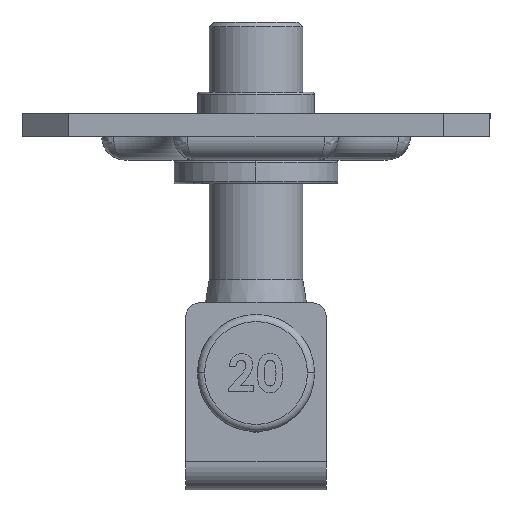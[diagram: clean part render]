
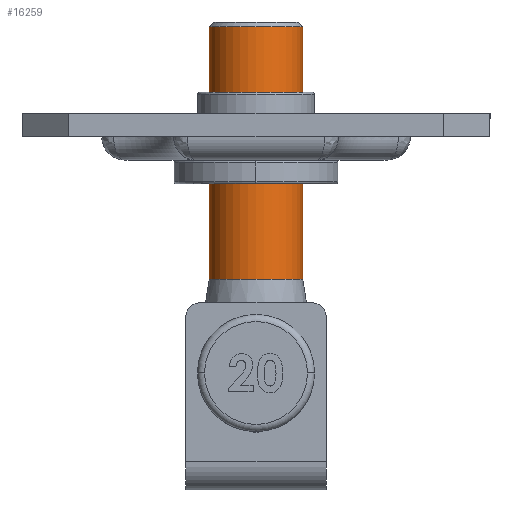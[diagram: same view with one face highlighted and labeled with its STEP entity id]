
A CAD part, front view. The second image highlights one B-rep face of the part: STEP entity #16259.
In plain terms, the highlighted cylindrical face has radius 10 mm (diameter 20 mm), a partial arc.
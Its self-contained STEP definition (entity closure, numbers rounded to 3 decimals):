
#297 = DIRECTION ( 'NONE',  ( 0., 0., 1. ) ) ;
#878 = VERTEX_POINT ( 'NONE', #12487 ) ;
#1084 = CARTESIAN_POINT ( 'NONE',  ( 0., 0., 20. ) ) ;
#2120 = VECTOR ( 'NONE', #12268, 1000. ) ;
#3275 = VECTOR ( 'NONE', #16682, 1000. ) ;
#3594 = AXIS2_PLACEMENT_3D ( 'NONE', #5185, #16314, #8955 ) ;
#4022 = VERTEX_POINT ( 'NONE', #15811 ) ;
#5174 = CARTESIAN_POINT ( 'NONE',  ( 10., 0., 20. ) ) ;
#5185 = CARTESIAN_POINT ( 'NONE',  ( 0., 0., 74. ) ) ;
#5772 = CYLINDRICAL_SURFACE ( 'NONE', #19271, 10. ) ;
#7290 = EDGE_CURVE ( 'NONE', #15581, #4022, #17556, .T. ) ;
#8376 = ORIENTED_EDGE ( 'NONE', *, *, #8562, .T. ) ;
#8562 = EDGE_CURVE ( 'NONE', #19794, #878, #12594, .T. ) ;
#8955 = DIRECTION ( 'NONE',  ( 1., 0., 0. ) ) ;
#9483 = CARTESIAN_POINT ( 'NONE',  ( -10., 0., 20. ) ) ;
#9599 = DIRECTION ( 'NONE',  ( 1., 0., 0. ) ) ;
#9994 = LINE ( 'NONE', #5174, #2120 ) ;
#10746 = EDGE_LOOP ( 'NONE', ( #8376, #15506, #20286, #11475 ) ) ;
#11475 = ORIENTED_EDGE ( 'NONE', *, *, #14090, .F. ) ;
#11617 = EDGE_CURVE ( 'NONE', #878, #15581, #13463, .T. ) ;
#11701 = FACE_OUTER_BOUND ( 'NONE', #10746, .T. ) ;
#12268 = DIRECTION ( 'NONE',  ( 0., 0., 1. ) ) ;
#12487 = CARTESIAN_POINT ( 'NONE',  ( -10., 0., 20. ) ) ;
#12594 = CIRCLE ( 'NONE', #14525, 10. ) ;
#13463 = LINE ( 'NONE', #9483, #3275 ) ;
#14090 = EDGE_CURVE ( 'NONE', #19794, #4022, #9994, .T. ) ;
#14525 = AXIS2_PLACEMENT_3D ( 'NONE', #1084, #15739, #17317 ) ;
#15277 = CARTESIAN_POINT ( 'NONE',  ( -10., 0., 74. ) ) ;
#15506 = ORIENTED_EDGE ( 'NONE', *, *, #11617, .T. ) ;
#15581 = VERTEX_POINT ( 'NONE', #15277 ) ;
#15739 = DIRECTION ( 'NONE',  ( 0., 0., 1. ) ) ;
#15811 = CARTESIAN_POINT ( 'NONE',  ( 10., 0., 74. ) ) ;
#16259 = ADVANCED_FACE ( 'NONE', ( #11701 ), #5772, .T. ) ;
#16314 = DIRECTION ( 'NONE',  ( 0., 0., -1. ) ) ;
#16682 = DIRECTION ( 'NONE',  ( 0., 0., 1. ) ) ;
#17317 = DIRECTION ( 'NONE',  ( 1., 0., 0. ) ) ;
#17556 = CIRCLE ( 'NONE', #3594, 10. ) ;
#19204 = CARTESIAN_POINT ( 'NONE',  ( 10., 0., 20. ) ) ;
#19271 = AXIS2_PLACEMENT_3D ( 'NONE', #22286, #297, #9599 ) ;
#19794 = VERTEX_POINT ( 'NONE', #19204 ) ;
#20286 = ORIENTED_EDGE ( 'NONE', *, *, #7290, .T. ) ;
#22286 = CARTESIAN_POINT ( 'NONE',  ( 0., 0., 20. ) ) ;
